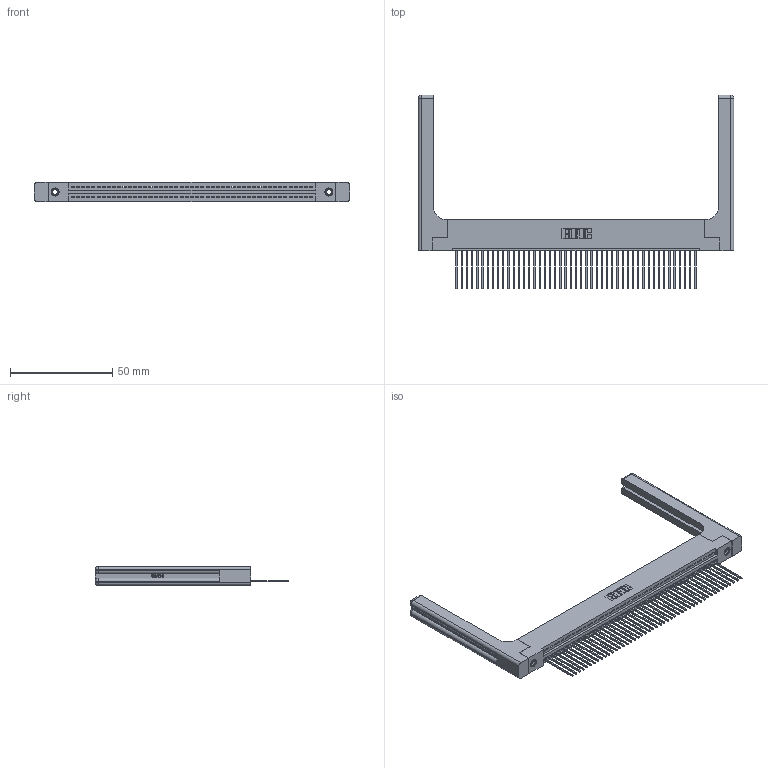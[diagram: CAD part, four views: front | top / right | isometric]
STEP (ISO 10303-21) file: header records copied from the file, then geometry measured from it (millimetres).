
FILE_DESCRIPTION (( 'STEP AP203' ), '1' );
FILE_NAME ('345-047-541-158.STEP', '2019-10-09T02:38:28', ( '' ), ( '' ), 'SwSTEP 2.0', 'SolidWorks 2016', '' );
FILE_SCHEMA (( 'CONFIG_CONTROL_DESIGN' ));
Length unit declared in the file: inch
Products named in the file (5): 345-220-058_345-220-058; 345-250-001_345-250-001-102; 345-047-541-158; 345 Part_Flush Mounting Lugs - 0.156 Dia-TH; 345-292-001_345-293-141
Assembly tree (52 placements, depth 2):
  345-047-541-158
    345 Part_Flush Mounting Lugs - 0.156 Dia-TH
    345-292-001_345-293-141  x47
    345-250-001_345-250-001-102  x2
    345-220-058_345-220-058  x2
Bounding box: 154.41 x 94.92 x 9.4 mm (x, y, z)
Volume: 23366.7 mm3; surface area: 26036 mm2
Topology: 52 solids, 52 shells, 3108 faces, 9279 edges, 6102 vertices
Faces by surface type: plane 2108, cylinder 940, bspline 36, cone 12, sphere 8, torus 4
Entity records: 39900 total; most frequent: CARTESIAN_POINT 7882, ORIENTED_EDGE 6660, DIRECTION 5824, EDGE_CURVE 3330, LINE 2918, VECTOR 2918, VERTEX_POINT 2210, AXIS2_PLACEMENT_3D 1453
